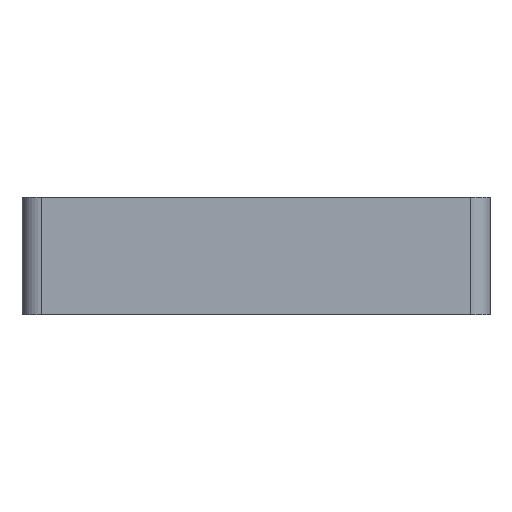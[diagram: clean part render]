
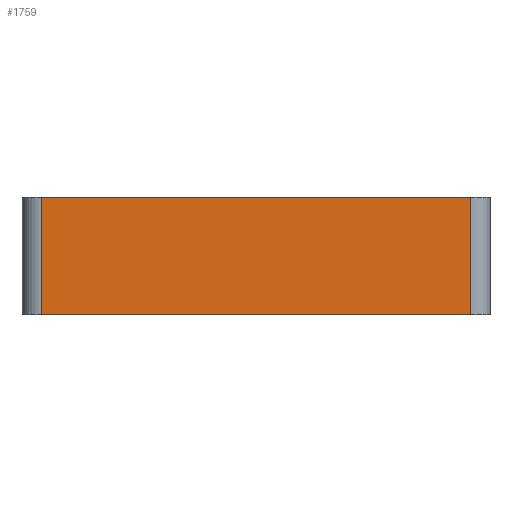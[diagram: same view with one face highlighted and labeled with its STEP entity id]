
A CAD part, left-side view. The second image highlights one B-rep face of the part: STEP entity #1759.
In plain terms, the highlighted planar face has unit normal (-1, 0, 0).
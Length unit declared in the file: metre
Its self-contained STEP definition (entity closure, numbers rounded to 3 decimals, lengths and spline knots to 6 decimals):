
#352=ORIENTED_EDGE('',*,*,#813,.T.);
#353=ORIENTED_EDGE('',*,*,#814,.F.);
#354=ORIENTED_EDGE('',*,*,#815,.F.);
#355=ORIENTED_EDGE('',*,*,#811,.T.);
#811=EDGE_CURVE('',#1029,#1028,#1188,.T.);
#813=EDGE_CURVE('',#1028,#1030,#1189,.T.);
#814=EDGE_CURVE('',#1031,#1030,#1190,.T.);
#815=EDGE_CURVE('',#1029,#1031,#1191,.T.);
#1028=VERTEX_POINT('',#2923);
#1029=VERTEX_POINT('',#2925);
#1030=VERTEX_POINT('',#2929);
#1031=VERTEX_POINT('',#2931);
#1188=LINE('',#2924,#1336);
#1189=LINE('',#2928,#1337);
#1190=LINE('',#2930,#1338);
#1191=LINE('',#2932,#1339);
#1336=VECTOR('',#2304,1.);
#1337=VECTOR('',#2309,1.);
#1338=VECTOR('',#2310,1.);
#1339=VECTOR('',#2311,1.);
#1407=EDGE_LOOP('',(#352,#353,#354,#355));
#1561=FACE_BOUND('',#1407,.T.);
#1703=PLANE('',#1928);
#1759=ADVANCED_FACE('',(#1561),#1703,.F.);
#1928=AXIS2_PLACEMENT_3D('',#2927,#2307,#2308);
#2304=DIRECTION('',(0.,0.,-1.));
#2307=DIRECTION('',(1.,0.,0.));
#2308=DIRECTION('',(0.,0.,-1.));
#2309=DIRECTION('',(0.,-1.,0.));
#2310=DIRECTION('',(0.,0.,-1.));
#2311=DIRECTION('',(0.,-1.,0.));
#2923=CARTESIAN_POINT('',(-0.075775,0.040063,0.));
#2924=CARTESIAN_POINT('',(-0.075775,0.040063,0.003175));
#2925=CARTESIAN_POINT('',(-0.075775,0.040063,0.0381));
#2927=CARTESIAN_POINT('',(-0.075775,-0.029787,0.003175));
#2928=CARTESIAN_POINT('',(-0.075775,-0.029787,0.));
#2929=CARTESIAN_POINT('',(-0.075775,-0.099637,0.));
#2930=CARTESIAN_POINT('',(-0.075775,-0.099637,0.003175));
#2931=CARTESIAN_POINT('',(-0.075775,-0.099637,0.0381));
#2932=CARTESIAN_POINT('',(-0.075775,-0.029787,0.0381));
